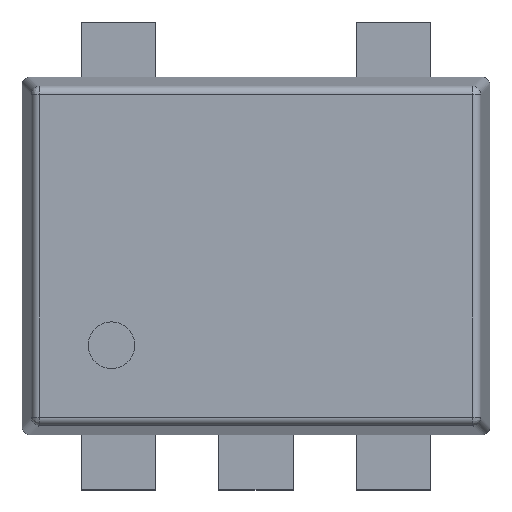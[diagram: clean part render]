
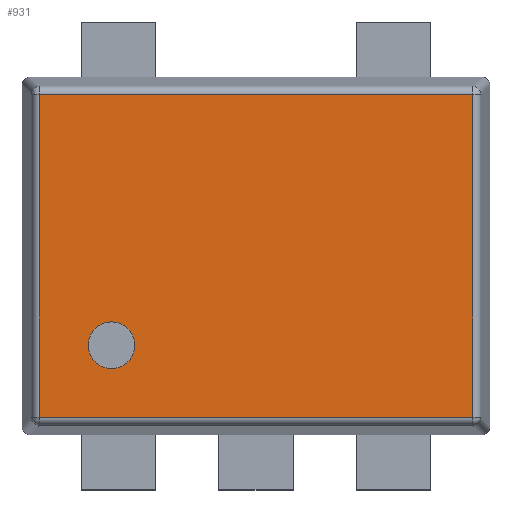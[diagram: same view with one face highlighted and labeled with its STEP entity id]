
A CAD part, top view. The second image highlights one B-rep face of the part: STEP entity #931.
In plain terms, the highlighted planar face has unit normal (0, 0, 1).
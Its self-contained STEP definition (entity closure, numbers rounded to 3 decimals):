
#931=ADVANCED_FACE('',(#1570,#1572),#1574,.T.);
#1570=FACE_BOUND('',#1571,.T.);
#1571=EDGE_LOOP('',(#2028,#2029,#2030,#2031));
#1572=FACE_BOUND('',#1573,.T.);
#1573=EDGE_LOOP('',(#2032));
#1574=PLANE('',#1575);
#1575=AXIS2_PLACEMENT_3D('',#1576,#1577,#1578);
#1576=CARTESIAN_POINT('',(0.,0.,0.45));
#1577=DIRECTION('',(0.,0.,1.));
#1578=DIRECTION('',(1.,0.,0.));
#2028=ORIENTED_EDGE('',*,*,#2210,.T.);
#2029=ORIENTED_EDGE('',*,*,#2249,.T.);
#2030=ORIENTED_EDGE('',*,*,#2225,.T.);
#2031=ORIENTED_EDGE('',*,*,#2250,.T.);
#2032=ORIENTED_EDGE('',*,*,#2251,.F.);
#2210=EDGE_CURVE('',#2520,#2518,#2521,.T.);
#2225=EDGE_CURVE('',#2543,#2541,#2544,.T.);
#2249=EDGE_CURVE('',#2518,#2543,#2576,.T.);
#2250=EDGE_CURVE('',#2541,#2520,#2577,.T.);
#2251=EDGE_CURVE('',#2578,#2578,#2579,.T.);
#2518=VERTEX_POINT('',#3038);
#2520=VERTEX_POINT('',#3043);
#2521=LINE('',#3044,#3045);
#2541=VERTEX_POINT('',#3101);
#2543=VERTEX_POINT('',#3106);
#2544=LINE('',#3107,#3108);
#2576=LINE('',#3196,#3197);
#2577=LINE('',#3199,#3200);
#2578=VERTEX_POINT('',#3202);
#2579=CIRCLE('',#3203,0.085);
#3038=CARTESIAN_POINT('',(-0.787,0.587,0.45));
#3043=CARTESIAN_POINT('',(0.787,0.587,0.45));
#3044=CARTESIAN_POINT('',(0.787,0.587,0.45));
#3045=VECTOR('',#3046,1.);
#3046=DIRECTION('',(-1.,0.,0.));
#3101=CARTESIAN_POINT('',(0.787,-0.587,0.45));
#3106=CARTESIAN_POINT('',(-0.787,-0.587,0.45));
#3107=CARTESIAN_POINT('',(-0.787,-0.587,0.45));
#3108=VECTOR('',#3109,1.);
#3109=DIRECTION('',(1.,0.,0.));
#3196=CARTESIAN_POINT('',(-0.787,0.587,0.45));
#3197=VECTOR('',#3198,1.);
#3198=DIRECTION('',(0.,-1.,0.));
#3199=CARTESIAN_POINT('',(0.787,-0.587,0.45));
#3200=VECTOR('',#3201,1.);
#3201=DIRECTION('',(0.,1.,0.));
#3202=CARTESIAN_POINT('',(-0.44,-0.325,0.45));
#3203=AXIS2_PLACEMENT_3D('',#3204,#3205,#3206);
#3204=CARTESIAN_POINT('',(-0.525,-0.325,0.45));
#3205=DIRECTION('',(0.,0.,1.));
#3206=DIRECTION('',(1.,0.,0.));
